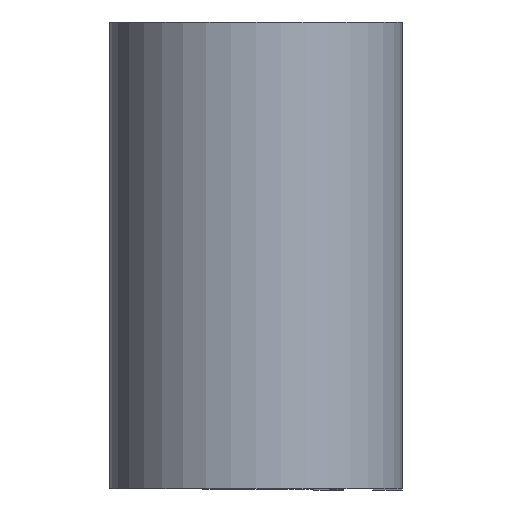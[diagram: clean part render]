
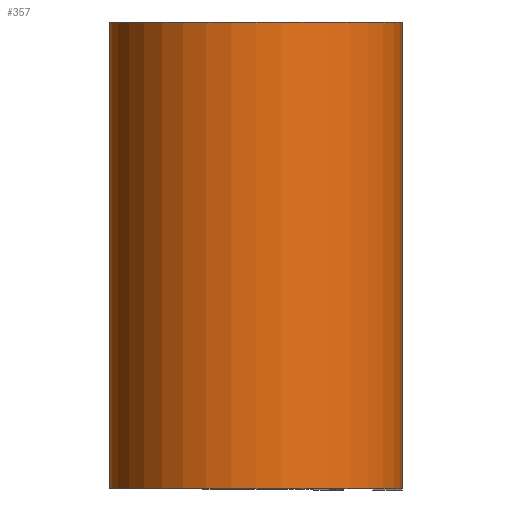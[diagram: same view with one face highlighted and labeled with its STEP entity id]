
A CAD part, top view. The second image highlights one B-rep face of the part: STEP entity #357.
In plain terms, the highlighted cylindrical face has radius 3.988 mm (diameter 7.976 mm), a partial arc.
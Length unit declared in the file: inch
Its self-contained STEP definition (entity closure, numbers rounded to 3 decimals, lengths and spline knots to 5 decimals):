
#2 = CARTESIAN_POINT ( 'NONE',  ( 0.157, 0.25, 0. ) ) ;
#18 = VERTEX_POINT ( 'NONE', #551 ) ;
#23 = CARTESIAN_POINT ( 'NONE',  ( 0., -0.25, -0.157 ) ) ;
#66 = CIRCLE ( 'NONE', #338, 0.157 ) ;
#71 = ORIENTED_EDGE ( 'NONE', *, *, #228, .F. ) ;
#72 = EDGE_CURVE ( 'NONE', #197, #568, #401, .T. ) ;
#87 = LINE ( 'NONE', #339, #105 ) ;
#105 = VECTOR ( 'NONE', #145, 39.37008 ) ;
#111 = DIRECTION ( 'NONE',  ( 0., -1., 0. ) ) ;
#118 = AXIS2_PLACEMENT_3D ( 'NONE', #579, #711, #563 ) ;
#127 = DIRECTION ( 'NONE',  ( 1., 0., 0. ) ) ;
#145 = DIRECTION ( 'NONE',  ( 0., -1., 0. ) ) ;
#169 = CARTESIAN_POINT ( 'NONE',  ( 0.157, 0.25, 0. ) ) ;
#197 = VERTEX_POINT ( 'NONE', #23 ) ;
#228 = EDGE_CURVE ( 'NONE', #18, #560, #66, .T. ) ;
#265 = DIRECTION ( 'NONE',  ( 1., 0., 0. ) ) ;
#318 = CARTESIAN_POINT ( 'NONE',  ( 0., -0.25, 0. ) ) ;
#338 = AXIS2_PLACEMENT_3D ( 'NONE', #383, #433, #127 ) ;
#339 = CARTESIAN_POINT ( 'NONE',  ( 0., 0.25, -0.157 ) ) ;
#354 = VECTOR ( 'NONE', #111, 39.37008 ) ;
#357 = ADVANCED_FACE ( 'NONE', ( #467 ), #580, .T. ) ;
#383 = CARTESIAN_POINT ( 'NONE',  ( 0., 0.25, 0. ) ) ;
#401 = CIRCLE ( 'NONE', #544, 0.157 ) ;
#410 = EDGE_CURVE ( 'NONE', #18, #197, #87, .T. ) ;
#413 = ORIENTED_EDGE ( 'NONE', *, *, #72, .T. ) ;
#433 = DIRECTION ( 'NONE',  ( 0., 1., 0. ) ) ;
#467 = FACE_OUTER_BOUND ( 'NONE', #630, .T. ) ;
#474 = LINE ( 'NONE', #169, #354 ) ;
#490 = ORIENTED_EDGE ( 'NONE', *, *, #410, .T. ) ;
#537 = ORIENTED_EDGE ( 'NONE', *, *, #601, .F. ) ;
#544 = AXIS2_PLACEMENT_3D ( 'NONE', #318, #670, #265 ) ;
#551 = CARTESIAN_POINT ( 'NONE',  ( 0., 0.25, -0.157 ) ) ;
#560 = VERTEX_POINT ( 'NONE', #2 ) ;
#563 = DIRECTION ( 'NONE',  ( 0., 0., -1. ) ) ;
#568 = VERTEX_POINT ( 'NONE', #669 ) ;
#579 = CARTESIAN_POINT ( 'NONE',  ( 0., 0.25, 0. ) ) ;
#580 = CYLINDRICAL_SURFACE ( 'NONE', #118, 0.157 ) ;
#601 = EDGE_CURVE ( 'NONE', #560, #568, #474, .T. ) ;
#630 = EDGE_LOOP ( 'NONE', ( #413, #537, #71, #490 ) ) ;
#669 = CARTESIAN_POINT ( 'NONE',  ( 0.157, -0.25, 0. ) ) ;
#670 = DIRECTION ( 'NONE',  ( 0., 1., 0. ) ) ;
#711 = DIRECTION ( 'NONE',  ( 0., -1., 0. ) ) ;
